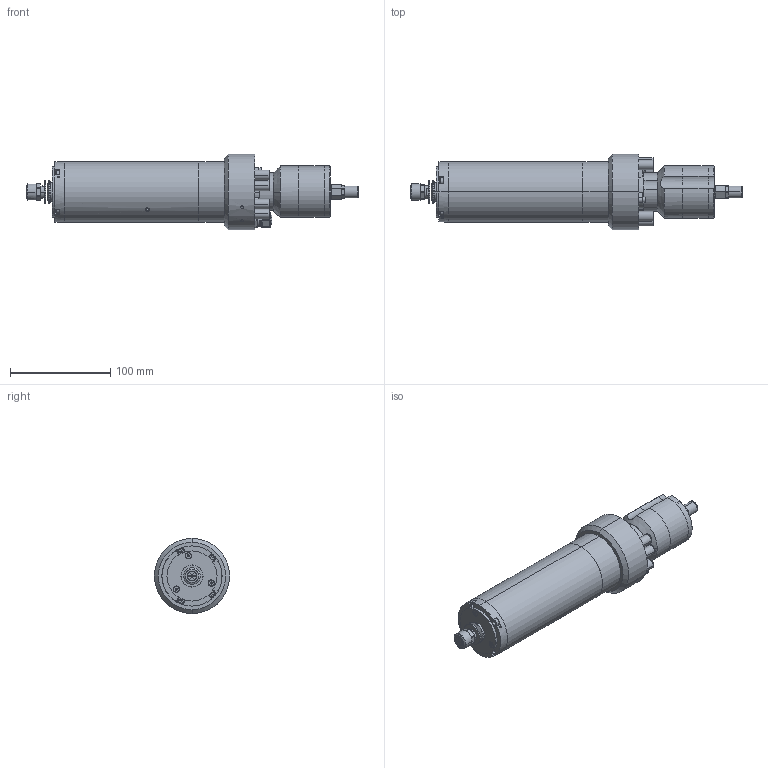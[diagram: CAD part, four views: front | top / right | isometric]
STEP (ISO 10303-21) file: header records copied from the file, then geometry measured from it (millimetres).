
FILE_DESCRIPTION (( 'STEP AP203' ), '1' );
FILE_NAME ('060A60-00-.STEP', '2010-05-06T14:00:21', ( 'IBAGCAD_7' ), ( 'IBAG Switzerland AG' ), 'SwSTEP 2.0', 'SolidWorks 2009', '' );
FILE_SCHEMA (( 'CONFIG_CONTROL_DESIGN' ));
Length unit declared in the file: millimetre
Products named in the file (1): 060A60-00-
Bounding box: 331.42 x 75 x 75 mm (x, y, z)
Surface area: 85727.7 mm2 (no closed solid volume)
Topology: 0 solids, 75 shells, 556 faces, 1857 edges, 1345 vertices
Faces by surface type: plane 253, cylinder 194, cone 67, torus 42
Entity records: 21180 total; most frequent: CARTESIAN_POINT 4487, DIRECTION 3792, ORIENTED_EDGE 2814, EDGE_CURVE 1829, AXIS2_PLACEMENT_3D 1481, VERTEX_POINT 1345, CIRCLE 924, VECTOR 830
